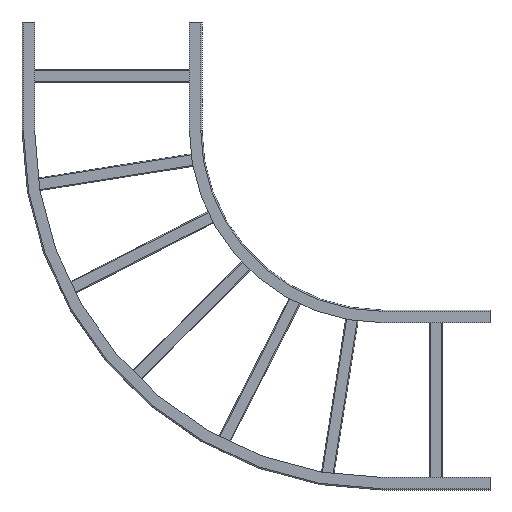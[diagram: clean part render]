
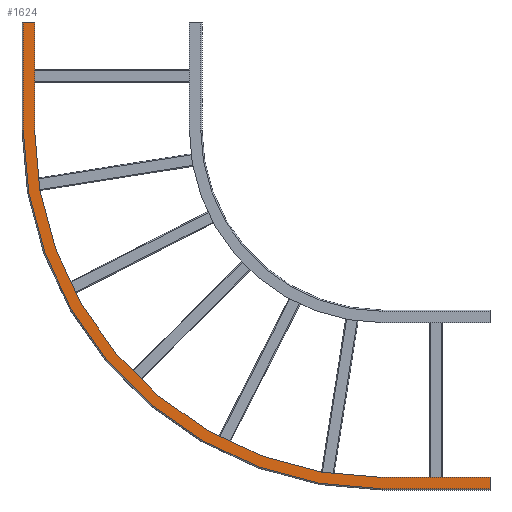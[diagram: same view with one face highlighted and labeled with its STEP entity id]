
A CAD part, front view. The second image highlights one B-rep face of the part: STEP entity #1624.
In plain terms, the highlighted planar face has unit normal (0, -1, 0).
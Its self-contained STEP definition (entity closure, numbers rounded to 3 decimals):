
#170=DIRECTION('',(0.,0.,-1.));
#171=VECTOR('',#170,31.5);
#172=CARTESIAN_POINT('',(1300.,0.,-1265.));
#173=LINE('',#172,#171);
#334=CARTESIAN_POINT('',(1000.,0.,-300.));
#335=DIRECTION('',(0.,-1.,0.));
#336=DIRECTION('',(-1.,0.,0.));
#337=AXIS2_PLACEMENT_3D('',#334,#335,#336);
#339=DIRECTION('',(-1.,0.,0.));
#340=VECTOR('',#339,31.5);
#341=CARTESIAN_POINT('',(35.,0.,0.));
#342=LINE('',#341,#340);
#343=CARTESIAN_POINT('',(1000.,0.,-300.));
#344=DIRECTION('',(0.,1.,0.));
#345=DIRECTION('',(0.,0.,-1.));
#346=AXIS2_PLACEMENT_3D('',#343,#344,#345);
#348=DIRECTION('',(-1.,0.,0.));
#349=VECTOR('',#348,300.);
#350=CARTESIAN_POINT('',(1300.,0.,-1265.));
#351=LINE('',#350,#349);
#367=DIRECTION('',(0.,0.,1.));
#368=VECTOR('',#367,300.);
#369=CARTESIAN_POINT('',(3.5,0.,-300.));
#370=LINE('',#369,#368);
#375=DIRECTION('',(-1.,0.,0.));
#376=VECTOR('',#375,300.);
#377=CARTESIAN_POINT('',(1300.,0.,-1296.5));
#378=LINE('',#377,#376);
#387=DIRECTION('',(0.,0.,-1.));
#388=VECTOR('',#387,300.);
#389=CARTESIAN_POINT('',(35.,0.,0.));
#390=LINE('',#389,#388);
#1171=CARTESIAN_POINT('',(1300.,0.,-1296.5));
#1173=VERTEX_POINT('',#1171);
#1186=CARTESIAN_POINT('',(3.5,0.,0.));
#1188=VERTEX_POINT('',#1186);
#1219=CARTESIAN_POINT('',(3.5,0.,-300.));
#1221=VERTEX_POINT('',#1219);
#1224=CARTESIAN_POINT('',(1000.,0.,-1296.5));
#1226=VERTEX_POINT('',#1224);
#1287=CARTESIAN_POINT('',(1000.,0.,-1265.));
#1289=VERTEX_POINT('',#1287);
#1291=CARTESIAN_POINT('',(1300.,0.,-1265.));
#1292=VERTEX_POINT('',#1291);
#1324=CARTESIAN_POINT('',(35.,0.,-300.));
#1326=VERTEX_POINT('',#1324);
#1343=CARTESIAN_POINT('',(35.,0.,0.));
#1344=VERTEX_POINT('',#1343);
#1603=CARTESIAN_POINT('',(35.,0.,-300.));
#1604=DIRECTION('',(0.,-1.,0.));
#1605=DIRECTION('',(1.,0.,0.));
#1606=AXIS2_PLACEMENT_3D('',#1603,#1604,#1605);
#1607=PLANE('',#1606);
#1609=ORIENTED_EDGE('',*,*,#1608,.F.);
#1611=ORIENTED_EDGE('',*,*,#1610,.T.);
#1612=ORIENTED_EDGE('',*,*,#1481,.F.);
#1614=ORIENTED_EDGE('',*,*,#1613,.T.);
#1616=ORIENTED_EDGE('',*,*,#1615,.F.);
#1618=ORIENTED_EDGE('',*,*,#1617,.F.);
#1619=ORIENTED_EDGE('',*,*,#1538,.T.);
#1621=ORIENTED_EDGE('',*,*,#1620,.T.);
#1622=EDGE_LOOP('',(#1609,#1611,#1612,#1614,#1616,#1618,#1619,#1621));
#1623=FACE_OUTER_BOUND('',#1622,.F.);
#1624=ADVANCED_FACE('',(#1623),#1607,.T.);
#338=CIRCLE('',#337,996.5);
#347=CIRCLE('',#346,965.);
#1481=EDGE_CURVE('',#1344,#1188,#342,.T.);
#1538=EDGE_CURVE('',#1292,#1173,#173,.T.);
#1608=EDGE_CURVE('',#1221,#1226,#338,.T.);
#1610=EDGE_CURVE('',#1221,#1188,#370,.T.);
#1613=EDGE_CURVE('',#1344,#1326,#390,.T.);
#1615=EDGE_CURVE('',#1289,#1326,#347,.T.);
#1617=EDGE_CURVE('',#1292,#1289,#351,.T.);
#1620=EDGE_CURVE('',#1173,#1226,#378,.T.);
